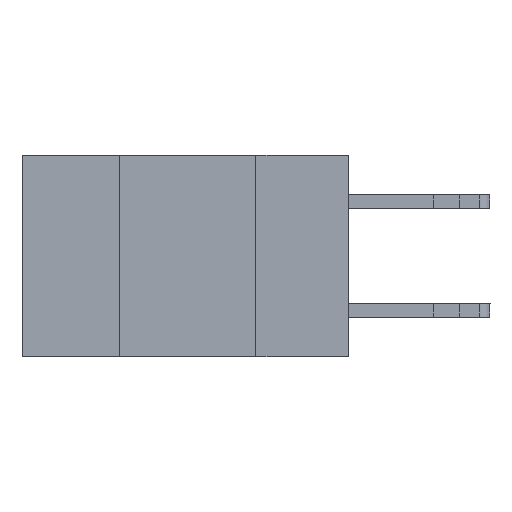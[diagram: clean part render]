
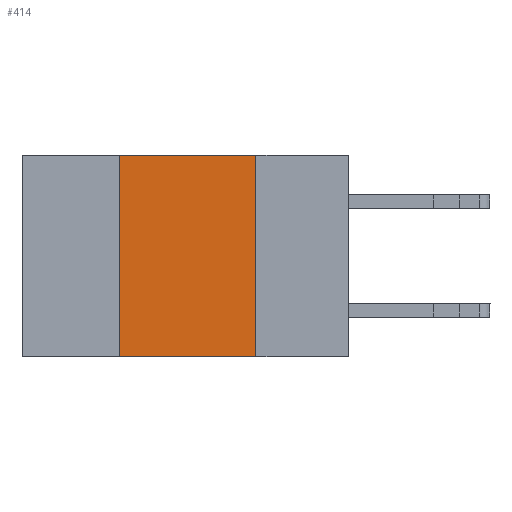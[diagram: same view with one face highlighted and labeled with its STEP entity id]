
A CAD part, left-side view. The second image highlights one B-rep face of the part: STEP entity #414.
In plain terms, the highlighted planar face has unit normal (-1, 0, 0).
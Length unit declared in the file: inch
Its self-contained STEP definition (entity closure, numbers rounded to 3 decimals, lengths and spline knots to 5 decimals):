
#18 = DIRECTION ( 'NONE',  ( 0., 0., -1. ) ) ;
#414 = ADVANCED_FACE ( 'NONE', ( #13781 ), #19990, .F. ) ;
#3955 = VECTOR ( 'NONE', #18690, 39.37008 ) ;
#4111 = CARTESIAN_POINT ( 'NONE',  ( 0., 0.17, -0.37 ) ) ;
#4934 = VERTEX_POINT ( 'NONE', #22335 ) ;
#6131 = ORIENTED_EDGE ( 'NONE', *, *, #16489, .F. ) ;
#6250 = VECTOR ( 'NONE', #15571, 39.37008 ) ;
#6352 = CARTESIAN_POINT ( 'NONE',  ( 0., 0.42, 0. ) ) ;
#7043 = DIRECTION ( 'NONE',  ( 1., 0., 0. ) ) ;
#7682 = EDGE_LOOP ( 'NONE', ( #18261, #14121, #6131, #19939 ) ) ;
#8158 = VECTOR ( 'NONE', #9593, 39.37008 ) ;
#9593 = DIRECTION ( 'NONE',  ( 0., 0., -1. ) ) ;
#10035 = VERTEX_POINT ( 'NONE', #11143 ) ;
#10147 = EDGE_CURVE ( 'NONE', #10035, #4934, #17741, .T. ) ;
#11143 = CARTESIAN_POINT ( 'NONE',  ( 0., 0.17, 0. ) ) ;
#11771 = VERTEX_POINT ( 'NONE', #22364 ) ;
#12610 = EDGE_CURVE ( 'NONE', #20926, #10035, #15349, .T. ) ;
#13230 = LINE ( 'NONE', #14522, #18489 ) ;
#13781 = FACE_OUTER_BOUND ( 'NONE', #7682, .T. ) ;
#14117 = EDGE_CURVE ( 'NONE', #11771, #4934, #18336, .T. ) ;
#14121 = ORIENTED_EDGE ( 'NONE', *, *, #12610, .F. ) ;
#14522 = CARTESIAN_POINT ( 'NONE',  ( 0., 0.42, -0.37 ) ) ;
#15349 = LINE ( 'NONE', #22569, #6250 ) ;
#15571 = DIRECTION ( 'NONE',  ( 0., -1., 0. ) ) ;
#16211 = DIRECTION ( 'NONE',  ( 0., 0., 1. ) ) ;
#16489 = EDGE_CURVE ( 'NONE', #11771, #20926, #13230, .T. ) ;
#16911 = CARTESIAN_POINT ( 'NONE',  ( 0., 0.6, -0.37 ) ) ;
#17741 = LINE ( 'NONE', #4111, #8158 ) ;
#18261 = ORIENTED_EDGE ( 'NONE', *, *, #10147, .F. ) ;
#18336 = LINE ( 'NONE', #16911, #3955 ) ;
#18437 = AXIS2_PLACEMENT_3D ( 'NONE', #18995, #7043, #18 ) ;
#18489 = VECTOR ( 'NONE', #16211, 39.37008 ) ;
#18690 = DIRECTION ( 'NONE',  ( 0., -1., 0. ) ) ;
#18995 = CARTESIAN_POINT ( 'NONE',  ( 0., 0.6, 0. ) ) ;
#19939 = ORIENTED_EDGE ( 'NONE', *, *, #14117, .T. ) ;
#19990 = PLANE ( 'NONE',  #18437 ) ;
#20926 = VERTEX_POINT ( 'NONE', #6352 ) ;
#22335 = CARTESIAN_POINT ( 'NONE',  ( 0., 0.17, -0.37 ) ) ;
#22364 = CARTESIAN_POINT ( 'NONE',  ( 0., 0.42, -0.37 ) ) ;
#22569 = CARTESIAN_POINT ( 'NONE',  ( 0., 0.6, 0. ) ) ;
